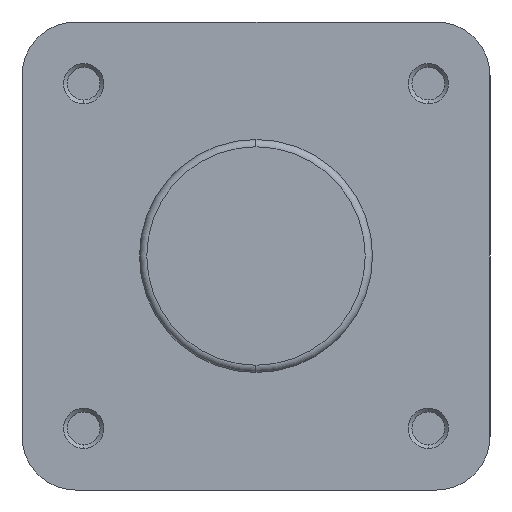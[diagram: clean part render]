
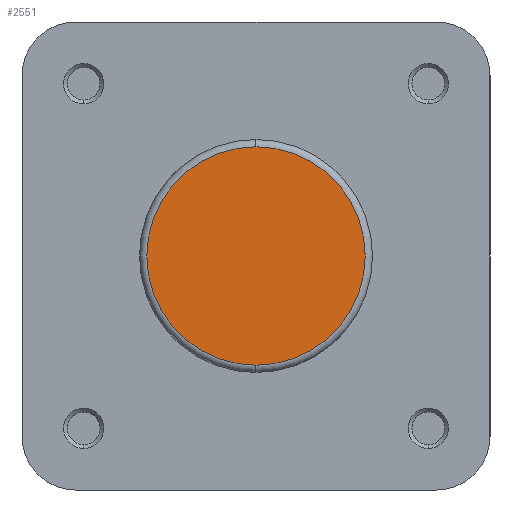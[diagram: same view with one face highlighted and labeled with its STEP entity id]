
A CAD part, left-side view. The second image highlights one B-rep face of the part: STEP entity #2551.
In plain terms, the highlighted planar face has unit normal (-1, 0, 0).
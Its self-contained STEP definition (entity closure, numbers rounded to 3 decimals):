
#101 = DIRECTION ( 'NONE',  ( 0., 0., -1. ) ) ;
#105 = DIRECTION ( 'NONE',  ( 1., 0., 0. ) ) ;
#119 = PLANE ( 'NONE',  #212 ) ;
#122 = CARTESIAN_POINT ( 'NONE',  ( 0., 23.9, 0. ) ) ;
#212 = AXIS2_PLACEMENT_3D ( 'NONE', #122, #105, #101 ) ;
#562 = AXIS2_PLACEMENT_3D ( 'NONE', #5631, #5634, #5635 ) ;
#610 = AXIS2_PLACEMENT_3D ( 'NONE', #5870, #5871, #5872 ) ;
#758 = ORIENTED_EDGE ( 'NONE', *, *, #6277, .T. ) ;
#759 = ORIENTED_EDGE ( 'NONE', *, *, #3352, .T. ) ;
#1242 = EDGE_LOOP ( 'NONE', ( #759, #758 ) ) ;
#1383 = FACE_OUTER_BOUND ( 'NONE', #1242, .T. ) ;
#2231 = CARTESIAN_POINT ( 'NONE',  ( 0., 0., 22.4 ) ) ;
#2241 = CARTESIAN_POINT ( 'NONE',  ( 0., 0., -22.4 ) ) ;
#2503 = VERTEX_POINT ( 'NONE', #2241 ) ;
#2511 = VERTEX_POINT ( 'NONE', #2231 ) ;
#2551 = ADVANCED_FACE ( 'NONE', ( #1383 ), #119, .F. ) ;
#3352 = EDGE_CURVE ( 'NONE', #2503, #2511, #5096, .T. ) ;
#5096 = CIRCLE ( 'NONE', #562, 22.4 ) ;
#5245 = CIRCLE ( 'NONE', #610, 22.4 ) ;
#5631 = CARTESIAN_POINT ( 'NONE',  ( 0., 0., 0. ) ) ;
#5634 = DIRECTION ( 'NONE',  ( -1., 0., 0. ) ) ;
#5635 = DIRECTION ( 'NONE',  ( 0., 0., -1. ) ) ;
#5870 = CARTESIAN_POINT ( 'NONE',  ( 0., 0., 0. ) ) ;
#5871 = DIRECTION ( 'NONE',  ( -1., 0., 0. ) ) ;
#5872 = DIRECTION ( 'NONE',  ( 0., 0., -1. ) ) ;
#6277 = EDGE_CURVE ( 'NONE', #2511, #2503, #5245, .T. ) ;
